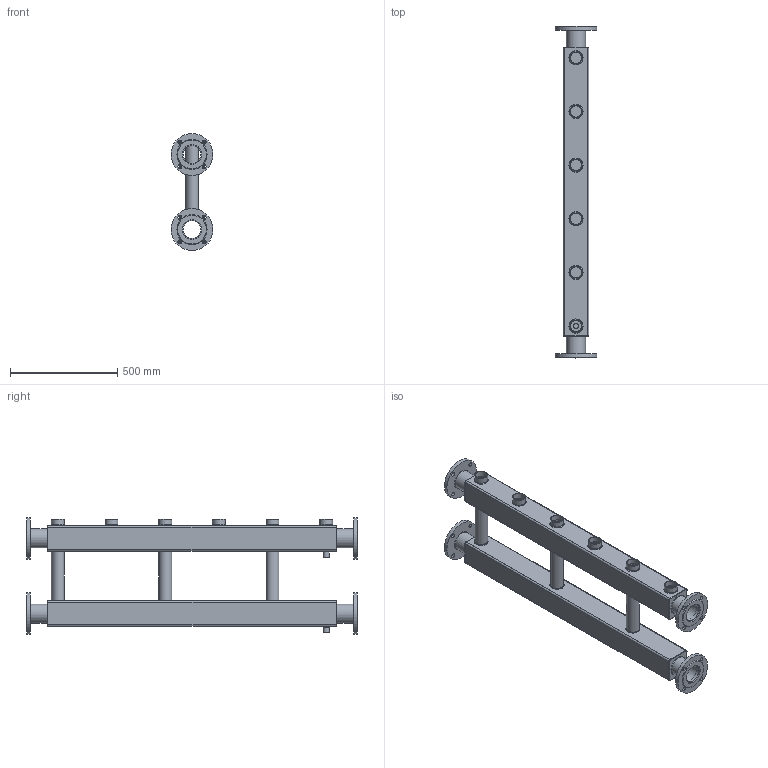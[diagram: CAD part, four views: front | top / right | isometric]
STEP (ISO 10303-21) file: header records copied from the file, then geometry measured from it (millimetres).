
FILE_DESCRIPTION(('STEP AP203'), '1');
FILE_NAME('MKSS-600-3x50.18', '', ('UNSPECIFIED'), ('UNSPECIFIED'), 'ASCON STEP Converter 1.6', 'ASCON Math Kernel', '');
FILE_SCHEMA(('CONFIG_CONTROL_DESIGN'));
Length unit declared in the file: millimetre
Bounding box: 195 x 1546 x 545 mm (x, y, z)
Volume: 7606988.6 mm3; surface area: 3353549.2 mm2
Topology: 1 solids, 1 shells, 512 faces, 1286 edges, 834 vertices
Faces by surface type: bspline 171, plane 152, cylinder 107, cone 44, torus 38
Full cylindrical faces by diameter (mm): 18 x16, 22 x2, 25 x2, 26.8 x2, 53 x6, 57 x6, 60 x12, 82 x4, 87 x4, 89 x8, 91 x4, 195 x4
Entity records: 22992 total; most frequent: CARTESIAN_POINT 8174, ORIENTED_EDGE 2300, DIRECTION 1672, EDGE_CURVE 1150, VERTEX_POINT 834, EDGE_LOOP 768, AXIS2_PLACEMENT_3D 664, FACE_BOUND 544
